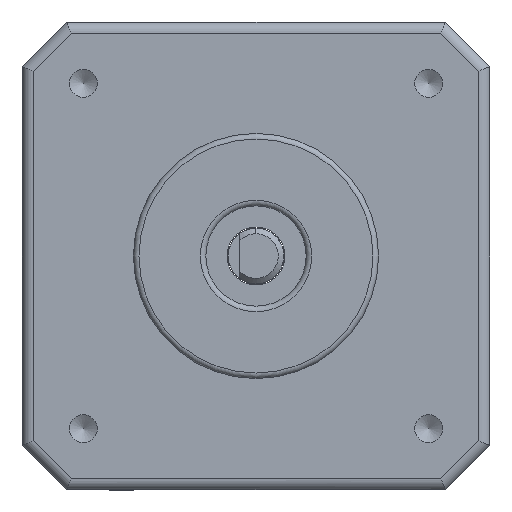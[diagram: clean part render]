
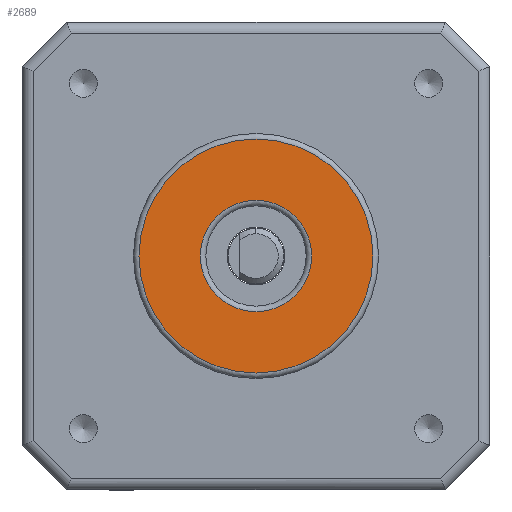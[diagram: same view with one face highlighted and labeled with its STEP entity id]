
A CAD part, left-side view. The second image highlights one B-rep face of the part: STEP entity #2689.
In plain terms, the highlighted planar face has unit normal (-1, 0, 0).
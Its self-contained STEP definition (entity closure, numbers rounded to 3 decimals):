
#2587 = TOROIDAL_SURFACE('',#2588,10.5,0.5);
#2588 = AXIS2_PLACEMENT_3D('',#2589,#2590,#2591);
#2589 = CARTESIAN_POINT('',(0.5,0.,0.));
#2590 = DIRECTION('',(-1.,0.,0.));
#2591 = DIRECTION('',(0.,1.,0.));
#2603 = VERTEX_POINT('',#2604);
#2604 = CARTESIAN_POINT('',(0.,10.5,0.));
#2628 = EDGE_CURVE('',#2603,#2603,#2629,.T.);
#2629 = SURFACE_CURVE('',#2630,(#2635,#2642),.PCURVE_S1.);
#2630 = CIRCLE('',#2631,10.5);
#2631 = AXIS2_PLACEMENT_3D('',#2632,#2633,#2634);
#2632 = CARTESIAN_POINT('',(0.,0.,-0.));
#2633 = DIRECTION('',(1.,0.,0.));
#2634 = DIRECTION('',(0.,1.,0.));
#2635 = PCURVE('',#2587,#2636);
#2636 = DEFINITIONAL_REPRESENTATION('',(#2637),#2641);
#2637 = LINE('',#2638,#2639);
#2638 = CARTESIAN_POINT('',(-0.,1.571));
#2639 = VECTOR('',#2640,1.);
#2640 = DIRECTION('',(-1.,0.));
#2641 = ( GEOMETRIC_REPRESENTATION_CONTEXT(2) 
PARAMETRIC_REPRESENTATION_CONTEXT() REPRESENTATION_CONTEXT('2D SPACE',''
  ) );
#2642 = PCURVE('',#2643,#2648);
#2643 = PLANE('',#2644);
#2644 = AXIS2_PLACEMENT_3D('',#2645,#2646,#2647);
#2645 = CARTESIAN_POINT('',(0.,0.,0.));
#2646 = DIRECTION('',(1.,0.,0.));
#2647 = DIRECTION('',(0.,0.,1.));
#2648 = DEFINITIONAL_REPRESENTATION('',(#2649),#2653);
#2649 = CIRCLE('',#2650,10.5);
#2650 = AXIS2_PLACEMENT_2D('',#2651,#2652);
#2651 = CARTESIAN_POINT('',(0.,0.));
#2652 = DIRECTION('',(0.,-1.));
#2653 = ( GEOMETRIC_REPRESENTATION_CONTEXT(2) 
PARAMETRIC_REPRESENTATION_CONTEXT() REPRESENTATION_CONTEXT('2D SPACE',''
  ) );
#2689 = ADVANCED_FACE('',(#2690,#2693),#2643,.F.);
#2690 = FACE_BOUND('',#2691,.F.);
#2691 = EDGE_LOOP('',(#2692));
#2692 = ORIENTED_EDGE('',*,*,#2628,.T.);
#2693 = FACE_BOUND('',#2694,.F.);
#2694 = EDGE_LOOP('',(#2695));
#2695 = ORIENTED_EDGE('',*,*,#2696,.F.);
#2696 = EDGE_CURVE('',#2697,#2697,#2699,.T.);
#2697 = VERTEX_POINT('',#2698);
#2698 = CARTESIAN_POINT('',(0.,5.,0.));
#2699 = SURFACE_CURVE('',#2700,(#2705,#2712),.PCURVE_S1.);
#2700 = CIRCLE('',#2701,5.);
#2701 = AXIS2_PLACEMENT_3D('',#2702,#2703,#2704);
#2702 = CARTESIAN_POINT('',(0.,0.,-0.));
#2703 = DIRECTION('',(1.,0.,0.));
#2704 = DIRECTION('',(0.,1.,0.));
#2705 = PCURVE('',#2643,#2706);
#2706 = DEFINITIONAL_REPRESENTATION('',(#2707),#2711);
#2707 = CIRCLE('',#2708,5.);
#2708 = AXIS2_PLACEMENT_2D('',#2709,#2710);
#2709 = CARTESIAN_POINT('',(0.,0.));
#2710 = DIRECTION('',(0.,-1.));
#2711 = ( GEOMETRIC_REPRESENTATION_CONTEXT(2) 
PARAMETRIC_REPRESENTATION_CONTEXT() REPRESENTATION_CONTEXT('2D SPACE',''
  ) );
#2712 = PCURVE('',#2713,#2718);
#2713 = TOROIDAL_SURFACE('',#2714,5.,0.5);
#2714 = AXIS2_PLACEMENT_3D('',#2715,#2716,#2717);
#2715 = CARTESIAN_POINT('',(0.5,0.,0.));
#2716 = DIRECTION('',(1.,0.,0.));
#2717 = DIRECTION('',(0.,1.,0.));
#2718 = DEFINITIONAL_REPRESENTATION('',(#2719),#2723);
#2719 = LINE('',#2720,#2721);
#2720 = CARTESIAN_POINT('',(0.,4.712));
#2721 = VECTOR('',#2722,1.);
#2722 = DIRECTION('',(1.,0.));
#2723 = ( GEOMETRIC_REPRESENTATION_CONTEXT(2) 
PARAMETRIC_REPRESENTATION_CONTEXT() REPRESENTATION_CONTEXT('2D SPACE',''
  ) );
